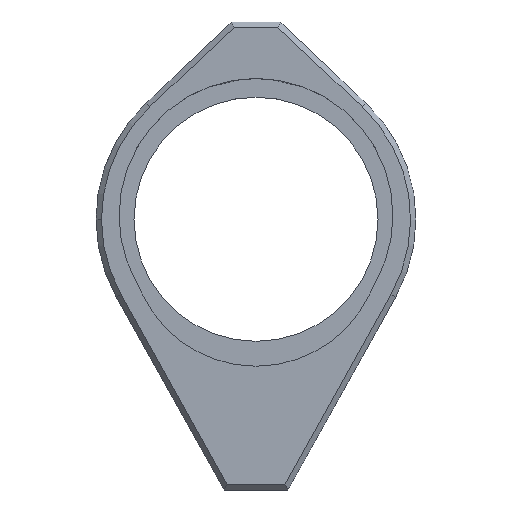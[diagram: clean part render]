
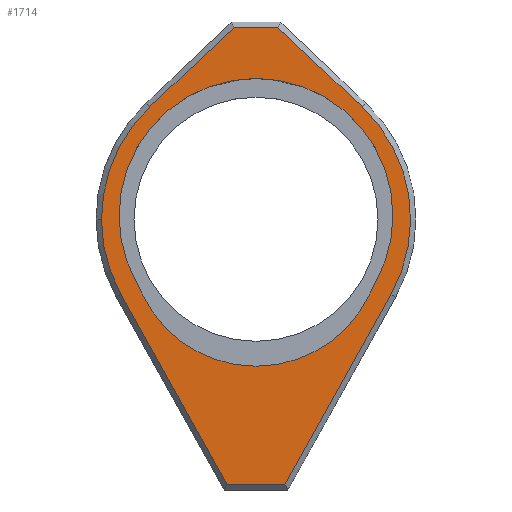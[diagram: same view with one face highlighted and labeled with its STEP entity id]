
A CAD part, top view. The second image highlights one B-rep face of the part: STEP entity #1714.
In plain terms, the highlighted planar face has unit normal (0, 0, 1).
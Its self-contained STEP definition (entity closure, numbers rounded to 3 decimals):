
#20 = VERTEX_POINT ( 'NONE', #484 ) ;
#48 = DIRECTION ( 'NONE',  ( 1., 0., 0. ) ) ;
#95 = CIRCLE ( 'NONE', #2703, 12.85 ) ;
#119 = EDGE_CURVE ( 'NONE', #2955, #3379, #3632, .T. ) ;
#143 = CARTESIAN_POINT ( 'NONE',  ( 12.85, 0.353, 0. ) ) ;
#153 = ORIENTED_EDGE ( 'NONE', *, *, #3161, .T. ) ;
#157 = EDGE_CURVE ( 'NONE', #2679, #20, #1647, .T. ) ;
#163 = DIRECTION ( 'NONE',  ( 0., 0., 1. ) ) ;
#271 = ORIENTED_EDGE ( 'NONE', *, *, #3006, .T. ) ;
#287 = DIRECTION ( 'NONE',  ( 0., 0., 1. ) ) ;
#289 = CARTESIAN_POINT ( 'NONE',  ( 12.661, -7.068, 0. ) ) ;
#344 = CARTESIAN_POINT ( 'NONE',  ( 0., 0.353, 0. ) ) ;
#400 = EDGE_CURVE ( 'NONE', #1549, #3468, #3546, .T. ) ;
#411 = ORIENTED_EDGE ( 'NONE', *, *, #400, .T. ) ;
#417 = ORIENTED_EDGE ( 'NONE', *, *, #2073, .T. ) ;
#434 = DIRECTION ( 'NONE',  ( 0., 0., 1. ) ) ;
#464 = CARTESIAN_POINT ( 'NONE',  ( 0., 0., 0. ) ) ;
#468 = EDGE_CURVE ( 'NONE', #2167, #1419, #3460, .T. ) ;
#484 = CARTESIAN_POINT ( 'NONE',  ( -11.302, -5.762, 0. ) ) ;
#526 = VECTOR ( 'NONE', #2173, 1000. ) ;
#535 = VERTEX_POINT ( 'NONE', #2766 ) ;
#571 = CARTESIAN_POINT ( 'NONE',  ( -9.951, 10.547, 0. ) ) ;
#576 = VECTOR ( 'NONE', #3734, 1000. ) ;
#624 = AXIS2_PLACEMENT_3D ( 'NONE', #2592, #3213, #2312 ) ;
#683 = ORIENTED_EDGE ( 'NONE', *, *, #2326, .T. ) ;
#716 = DIRECTION ( 'NONE',  ( 1., 0., 0. ) ) ;
#789 = EDGE_CURVE ( 'NONE', #3717, #949, #95, .T. ) ;
#947 = ORIENTED_EDGE ( 'NONE', *, *, #157, .F. ) ;
#949 = VERTEX_POINT ( 'NONE', #143 ) ;
#963 = VERTEX_POINT ( 'NONE', #3033 ) ;
#972 = CIRCLE ( 'NONE', #2210, 14.5 ) ;
#992 = ORIENTED_EDGE ( 'NONE', *, *, #3420, .T. ) ;
#1003 = CARTESIAN_POINT ( 'NONE',  ( 0., -24.9, 0. ) ) ;
#1103 = CARTESIAN_POINT ( 'NONE',  ( 9.951, 10.547, 0. ) ) ;
#1126 = CIRCLE ( 'NONE', #624, 20. ) ;
#1170 = CARTESIAN_POINT ( 'NONE',  ( 12.661, -7.068, 0. ) ) ;
#1183 = DIRECTION ( 'NONE',  ( 1., 0., 0. ) ) ;
#1263 = DIRECTION ( 'NONE',  ( 1., 0., 0. ) ) ;
#1287 = CARTESIAN_POINT ( 'NONE',  ( -9.951, 10.547, 0. ) ) ;
#1323 = EDGE_CURVE ( 'NONE', #3379, #3677, #3263, .T. ) ;
#1365 = CARTESIAN_POINT ( 'NONE',  ( -12.661, -7.068, 0. ) ) ;
#1419 = VERTEX_POINT ( 'NONE', #2763 ) ;
#1449 = FACE_OUTER_BOUND ( 'NONE', #2256, .T. ) ;
#1499 = EDGE_CURVE ( 'NONE', #3717, #535, #2152, .T. ) ;
#1509 = CARTESIAN_POINT ( 'NONE',  ( 0., 0., 0. ) ) ;
#1549 = VERTEX_POINT ( 'NONE', #2973 ) ;
#1616 = CARTESIAN_POINT ( 'NONE',  ( 0., 0.353, 0. ) ) ;
#1647 = CIRCLE ( 'NONE', #3258, 12.85 ) ;
#1714 = ADVANCED_FACE ( 'NONE', ( #1449, #2609 ), #3647, .T. ) ;
#1751 = VERTEX_POINT ( 'NONE', #3330 ) ;
#1760 = DIRECTION ( 'NONE',  ( 0., 0., 1. ) ) ;
#1786 = ORIENTED_EDGE ( 'NONE', *, *, #468, .T. ) ;
#1788 = DIRECTION ( 'NONE',  ( 1., 0., 0. ) ) ;
#1840 = DIRECTION ( 'NONE',  ( 0., 0., 1. ) ) ;
#1849 = CARTESIAN_POINT ( 'NONE',  ( 0., 0.353, 0. ) ) ;
#1946 = CARTESIAN_POINT ( 'NONE',  ( -2.563, -25.156, 0. ) ) ;
#2014 = CARTESIAN_POINT ( 'NONE',  ( 0., -2., 0. ) ) ;
#2033 = CARTESIAN_POINT ( 'NONE',  ( -2.051, 18., 0. ) ) ;
#2073 = EDGE_CURVE ( 'NONE', #3468, #2854, #3597, .T. ) ;
#2078 = AXIS2_PLACEMENT_3D ( 'NONE', #464, #434, #3637 ) ;
#2116 = LINE ( 'NONE', #2315, #576 ) ;
#2130 = ORIENTED_EDGE ( 'NONE', *, *, #2966, .F. ) ;
#2142 = DIRECTION ( 'NONE',  ( 0., 0., 1. ) ) ;
#2150 = CIRCLE ( 'NONE', #2883, 11.798 ) ;
#2152 = CIRCLE ( 'NONE', #2501, 20. ) ;
#2167 = VERTEX_POINT ( 'NONE', #1365 ) ;
#2173 = DIRECTION ( 'NONE',  ( 1., 0., 0. ) ) ;
#2210 = AXIS2_PLACEMENT_3D ( 'NONE', #3481, #287, #2938 ) ;
#2256 = EDGE_LOOP ( 'NONE', ( #2307, #2687, #683, #1786, #3764, #411, #417, #271, #153 ) ) ;
#2307 = ORIENTED_EDGE ( 'NONE', *, *, #119, .T. ) ;
#2312 = DIRECTION ( 'NONE',  ( 1., 0., 0. ) ) ;
#2315 = CARTESIAN_POINT ( 'NONE',  ( 1.907, 18.136, 0. ) ) ;
#2322 = CARTESIAN_POINT ( 'NONE',  ( 11.302, -5.762, 0. ) ) ;
#2326 = EDGE_CURVE ( 'NONE', #3677, #2167, #972, .T. ) ;
#2358 = DIRECTION ( 'NONE',  ( 0., 0., 1. ) ) ;
#2403 = DIRECTION ( 'NONE',  ( -0.727, -0.686, 0. ) ) ;
#2432 = LINE ( 'NONE', #2800, #2790 ) ;
#2456 = DIRECTION ( 'NONE',  ( 0., 0., 1. ) ) ;
#2501 = AXIS2_PLACEMENT_3D ( 'NONE', #2853, #2897, #3153 ) ;
#2527 = EDGE_LOOP ( 'NONE', ( #2130, #992, #947, #2953, #2957, #3244 ) ) ;
#2592 = CARTESIAN_POINT ( 'NONE',  ( -28.892, -15.279, 0. ) ) ;
#2609 = FACE_BOUND ( 'NONE', #2527, .T. ) ;
#2633 = VECTOR ( 'NONE', #2713, 1000. ) ;
#2638 = VECTOR ( 'NONE', #2403, 1000. ) ;
#2679 = VERTEX_POINT ( 'NONE', #2694 ) ;
#2687 = ORIENTED_EDGE ( 'NONE', *, *, #1323, .T. ) ;
#2694 = CARTESIAN_POINT ( 'NONE',  ( -12.85, 0.353, 0. ) ) ;
#2703 = AXIS2_PLACEMENT_3D ( 'NONE', #1616, #2456, #716 ) ;
#2711 = CARTESIAN_POINT ( 'NONE',  ( -14.5, 0., 0. ) ) ;
#2713 = DIRECTION ( 'NONE',  ( 0.487, 0.873, 0. ) ) ;
#2763 = CARTESIAN_POINT ( 'NONE',  ( -2.706, -24.9, 0. ) ) ;
#2766 = CARTESIAN_POINT ( 'NONE',  ( 10.72, -6.927, 0. ) ) ;
#2790 = VECTOR ( 'NONE', #3031, 1000. ) ;
#2800 = CARTESIAN_POINT ( 'NONE',  ( -2.25, 18., 0. ) ) ;
#2853 = CARTESIAN_POINT ( 'NONE',  ( 28.892, -15.279, 0. ) ) ;
#2854 = VERTEX_POINT ( 'NONE', #1103 ) ;
#2883 = AXIS2_PLACEMENT_3D ( 'NONE', #2014, #1760, #1183 ) ;
#2897 = DIRECTION ( 'NONE',  ( 0., 0., 1. ) ) ;
#2938 = DIRECTION ( 'NONE',  ( 1., 0., 0. ) ) ;
#2953 = ORIENTED_EDGE ( 'NONE', *, *, #3682, .F. ) ;
#2955 = VERTEX_POINT ( 'NONE', #2033 ) ;
#2957 = ORIENTED_EDGE ( 'NONE', *, *, #789, .F. ) ;
#2966 = EDGE_CURVE ( 'NONE', #963, #535, #2150, .T. ) ;
#2973 = CARTESIAN_POINT ( 'NONE',  ( 2.706, -24.9, 0. ) ) ;
#2986 = CARTESIAN_POINT ( 'NONE',  ( 0., 0., 0. ) ) ;
#3006 = EDGE_CURVE ( 'NONE', #2854, #1751, #2116, .T. ) ;
#3031 = DIRECTION ( 'NONE',  ( -1., 0., 0. ) ) ;
#3033 = CARTESIAN_POINT ( 'NONE',  ( -10.72, -6.927, 0. ) ) ;
#3103 = EDGE_CURVE ( 'NONE', #1419, #1549, #3119, .T. ) ;
#3119 = LINE ( 'NONE', #1003, #526 ) ;
#3153 = DIRECTION ( 'NONE',  ( 1., 0., 0. ) ) ;
#3161 = EDGE_CURVE ( 'NONE', #1751, #2955, #2432, .T. ) ;
#3213 = DIRECTION ( 'NONE',  ( 0., 0., 1. ) ) ;
#3244 = ORIENTED_EDGE ( 'NONE', *, *, #1499, .T. ) ;
#3258 = AXIS2_PLACEMENT_3D ( 'NONE', #1849, #163, #3376 ) ;
#3263 = CIRCLE ( 'NONE', #3565, 14.5 ) ;
#3291 = AXIS2_PLACEMENT_3D ( 'NONE', #1509, #1840, #1788 ) ;
#3330 = CARTESIAN_POINT ( 'NONE',  ( 2.051, 18., 0. ) ) ;
#3376 = DIRECTION ( 'NONE',  ( 1., 0., 0. ) ) ;
#3379 = VERTEX_POINT ( 'NONE', #571 ) ;
#3420 = EDGE_CURVE ( 'NONE', #963, #20, #1126, .T. ) ;
#3453 = AXIS2_PLACEMENT_3D ( 'NONE', #344, #2358, #48 ) ;
#3460 = LINE ( 'NONE', #1946, #3593 ) ;
#3468 = VERTEX_POINT ( 'NONE', #289 ) ;
#3481 = CARTESIAN_POINT ( 'NONE',  ( 0., 0., 0. ) ) ;
#3546 = LINE ( 'NONE', #1170, #2633 ) ;
#3565 = AXIS2_PLACEMENT_3D ( 'NONE', #2986, #2142, #1263 ) ;
#3593 = VECTOR ( 'NONE', #3653, 1000. ) ;
#3597 = CIRCLE ( 'NONE', #3291, 14.5 ) ;
#3632 = LINE ( 'NONE', #1287, #2638 ) ;
#3637 = DIRECTION ( 'NONE',  ( 1., 0., 0. ) ) ;
#3647 = PLANE ( 'NONE',  #2078 ) ;
#3652 = CIRCLE ( 'NONE', #3453, 12.85 ) ;
#3653 = DIRECTION ( 'NONE',  ( 0.487, -0.873, 0. ) ) ;
#3677 = VERTEX_POINT ( 'NONE', #2711 ) ;
#3682 = EDGE_CURVE ( 'NONE', #949, #2679, #3652, .T. ) ;
#3717 = VERTEX_POINT ( 'NONE', #2322 ) ;
#3734 = DIRECTION ( 'NONE',  ( -0.727, 0.686, 0. ) ) ;
#3764 = ORIENTED_EDGE ( 'NONE', *, *, #3103, .T. ) ;
